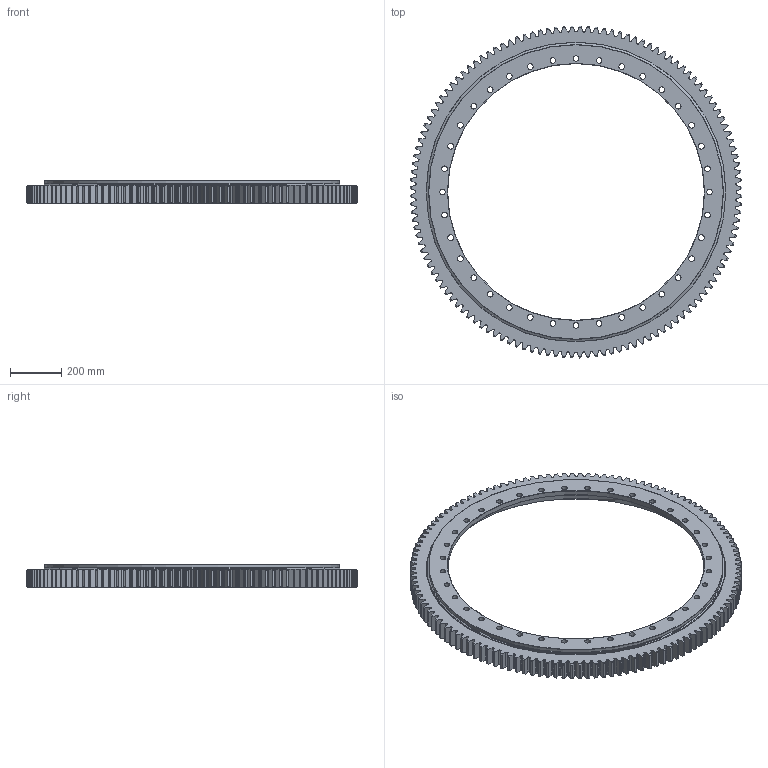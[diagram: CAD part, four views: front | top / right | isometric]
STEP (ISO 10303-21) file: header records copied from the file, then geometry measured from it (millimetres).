
FILE_DESCRIPTION (( 'STEP AP214' ), '1' );
FILE_NAME ('E.1300.32.00.C.STEP', '2019-09-17T08:20:20', ( '' ), ( '' ), 'SwSTEP 2.0', 'SolidWorks 2016', '' );
FILE_SCHEMA (( 'AUTOMOTIVE_DESIGN' ));
Length unit declared in the file: millimetre
Products named in the file (7): C.1300.B32C.A3N.0 - IR; Grease nipple M10x1mm; C.1300.B32C.A3N.0 - IR Seal; C.1300.B32C.A3N.0 - OR Seal; Ball D32; E.1300.32.00.C; C.1300.B32C.A3N.0 - OR
Assembly tree (107 placements, depth 2):
  E.1300.32.00.C
    C.1300.B32C.A3N.0 - IR
    C.1300.B32C.A3N.0 - OR
    Ball D32  x97
    C.1300.B32C.A3N.0 - IR Seal
    C.1300.B32C.A3N.0 - OR Seal
    Grease nipple M10x1mm  x6
Bounding box: 1299.78 x 1299.78 x 90 mm (x, y, z)
Volume: 25138530.8 mm3; surface area: 3186165.7 mm2
Topology: 107 solids, 107 shells, 1721 faces, 4967 edges, 3279 vertices
Faces by surface type: bspline 640, cone 397, plane 331, cylinder 230, sphere 97, torus 26
Full cylindrical faces by diameter (mm): 3 x6, 9 x6, 10 x6, 17.5 x36, 22 x36, 1005 x1, 1093 x1, 1141 x2, 1152 x1, 1155 x4, 1158 x1, 1169 x2
Entity records: 55414 total; most frequent: CARTESIAN_POINT 20636, ORIENTED_EDGE 8320, DIRECTION 4702, EDGE_CURVE 4160, VERTEX_POINT 2838, B_SPLINE_CURVE_WITH_KNOTS 2126, EDGE_LOOP 1740, AXIS2_PLACEMENT_3D 1708
